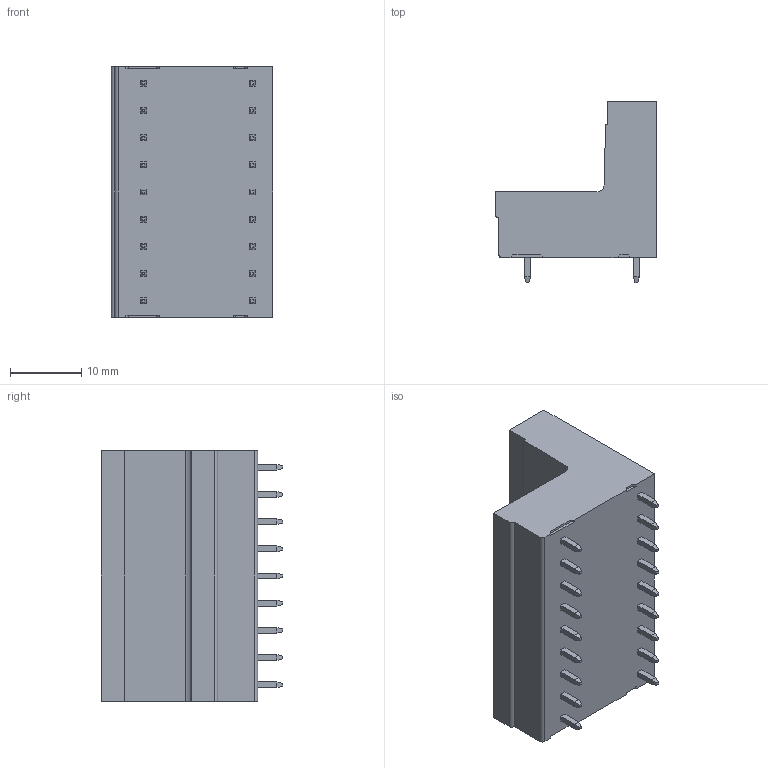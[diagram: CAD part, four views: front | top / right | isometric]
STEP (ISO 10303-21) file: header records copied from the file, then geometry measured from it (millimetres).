
FILE_DESCRIPTION((''),'2;1');
FILE_NAME('TLPHDC-105V-1','2024-09-19T09:40:04',('sheji109'),(''),'CREO PARAMETRIC BY PTC INC, 2018100','CREO PARAMETRIC BY PTC INC, 2018100','');
FILE_SCHEMA(('CONFIG_CONTROL_DESIGN'));
Length unit declared in the file: millimetre
Products named in the file (1): TLPHDC-105V-1
Bounding box: 22.7 x 25.4 x 35.08 mm (x, y, z)
Volume: 8200.3 mm3; surface area: 8574.6 mm2
Topology: 1 solids, 9 shells, 1226 faces, 3165 edges, 2021 vertices
Faces by surface type: plane 1115, cylinder 84, cone 18, sphere 9
Entity records: 36604 total; most frequent: CARTESIAN_POINT 6735, ORIENTED_EDGE 6312, DIRECTION 5772, EDGE_CURVE 3156, VECTOR 2836, LINE 2836, VERTEX_POINT 2021, AXIS2_PLACEMENT_3D 1468
